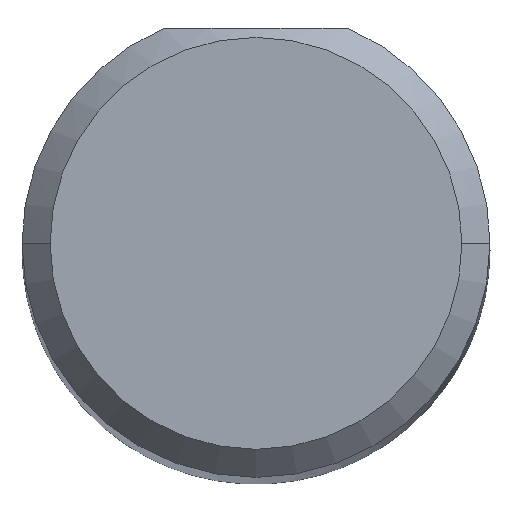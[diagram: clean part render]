
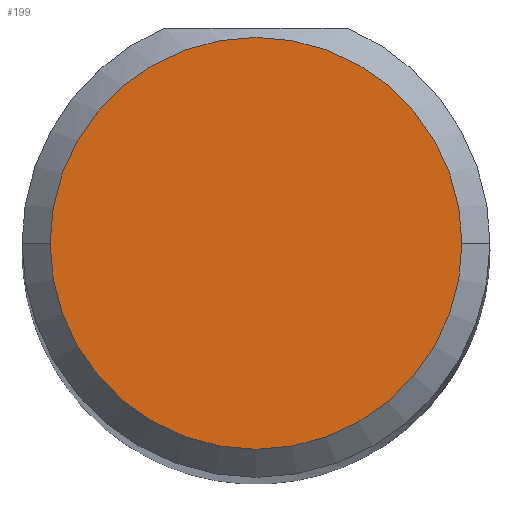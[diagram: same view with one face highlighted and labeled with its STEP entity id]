
A CAD part, top view. The second image highlights one B-rep face of the part: STEP entity #199.
In plain terms, the highlighted planar face has unit normal (0, 0, 1).
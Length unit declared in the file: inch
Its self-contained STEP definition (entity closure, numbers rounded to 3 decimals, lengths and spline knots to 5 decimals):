
#21 = EDGE_CURVE ( 'NONE', #459, #300, #59, .T. ) ;
#59 = CIRCLE ( 'NONE', #343, 0.11 ) ;
#75 = DIRECTION ( 'NONE',  ( 0., 0., 1. ) ) ;
#78 = DIRECTION ( 'NONE',  ( 1., 0., 0. ) ) ;
#79 = CARTESIAN_POINT ( 'NONE',  ( 0.11, 0., 2.5 ) ) ;
#101 = AXIS2_PLACEMENT_3D ( 'NONE', #225, #462, #130 ) ;
#130 = DIRECTION ( 'NONE',  ( 1., 0., 0. ) ) ;
#142 = AXIS2_PLACEMENT_3D ( 'NONE', #327, #215, #78 ) ;
#199 = ADVANCED_FACE ( 'NONE', ( #338 ), #293, .T. ) ;
#215 = DIRECTION ( 'NONE',  ( 0., 0., 1. ) ) ;
#225 = CARTESIAN_POINT ( 'NONE',  ( 0., 0., 2.5 ) ) ;
#248 = DIRECTION ( 'NONE',  ( 1., 0., 0. ) ) ;
#266 = CARTESIAN_POINT ( 'NONE',  ( -0.11, 0., 2.5 ) ) ;
#293 = PLANE ( 'NONE',  #142 ) ;
#300 = VERTEX_POINT ( 'NONE', #79 ) ;
#327 = CARTESIAN_POINT ( 'NONE',  ( 0., 0., 2.5 ) ) ;
#338 = FACE_OUTER_BOUND ( 'NONE', #351, .T. ) ;
#343 = AXIS2_PLACEMENT_3D ( 'NONE', #367, #75, #248 ) ;
#345 = ORIENTED_EDGE ( 'NONE', *, *, #375, .T. ) ;
#351 = EDGE_LOOP ( 'NONE', ( #475, #345 ) ) ;
#367 = CARTESIAN_POINT ( 'NONE',  ( 0., 0., 2.5 ) ) ;
#375 = EDGE_CURVE ( 'NONE', #300, #459, #431, .T. ) ;
#431 = CIRCLE ( 'NONE', #101, 0.11 ) ;
#459 = VERTEX_POINT ( 'NONE', #266 ) ;
#462 = DIRECTION ( 'NONE',  ( 0., 0., 1. ) ) ;
#475 = ORIENTED_EDGE ( 'NONE', *, *, #21, .T. ) ;
